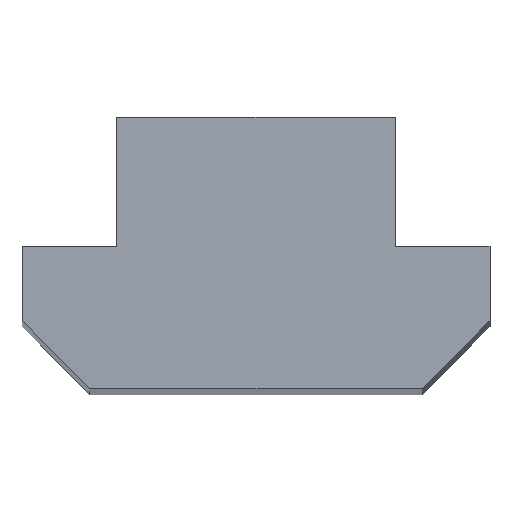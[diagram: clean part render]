
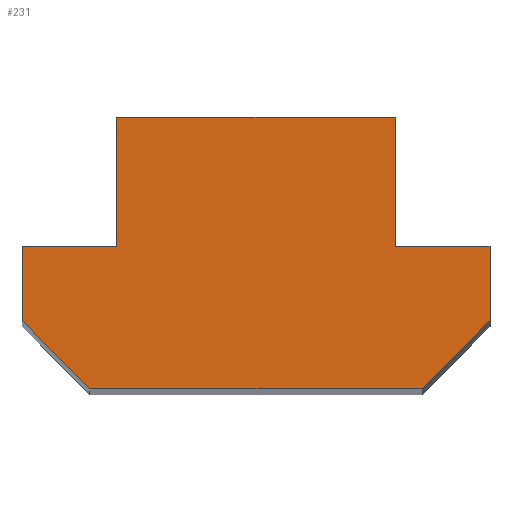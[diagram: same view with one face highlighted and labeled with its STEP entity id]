
A CAD part, top view. The second image highlights one B-rep face of the part: STEP entity #231.
In plain terms, the highlighted planar face has unit normal (0, 0, 1).
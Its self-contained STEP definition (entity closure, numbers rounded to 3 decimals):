
#25=FACE_OUTER_BOUND('',#37,.T.);
#37=EDGE_LOOP('',(#189,#190,#191,#192,#193,#194,#195,#196,#197,#198));
#39=LINE('',#325,#69);
#43=LINE('',#333,#73);
#46=LINE('',#339,#76);
#49=LINE('',#345,#79);
#52=LINE('',#351,#82);
#55=LINE('',#357,#85);
#58=LINE('',#363,#88);
#61=LINE('',#369,#91);
#64=LINE('',#375,#94);
#67=LINE('',#380,#97);
#69=VECTOR('',#269,10.);
#73=VECTOR('',#275,10.);
#76=VECTOR('',#280,10.);
#79=VECTOR('',#285,10.);
#82=VECTOR('',#290,10.);
#85=VECTOR('',#295,10.);
#88=VECTOR('',#300,10.);
#91=VECTOR('',#305,10.);
#94=VECTOR('',#310,10.);
#97=VECTOR('',#315,10.);
#99=VERTEX_POINT('',#323);
#100=VERTEX_POINT('',#324);
#103=VERTEX_POINT('',#332);
#105=VERTEX_POINT('',#338);
#107=VERTEX_POINT('',#344);
#109=VERTEX_POINT('',#350);
#111=VERTEX_POINT('',#356);
#113=VERTEX_POINT('',#362);
#115=VERTEX_POINT('',#368);
#117=VERTEX_POINT('',#374);
#119=EDGE_CURVE('',#99,#100,#39,.T.);
#123=EDGE_CURVE('',#100,#103,#43,.T.);
#126=EDGE_CURVE('',#103,#105,#46,.T.);
#129=EDGE_CURVE('',#105,#107,#49,.T.);
#132=EDGE_CURVE('',#107,#109,#52,.T.);
#135=EDGE_CURVE('',#109,#111,#55,.T.);
#138=EDGE_CURVE('',#111,#113,#58,.T.);
#141=EDGE_CURVE('',#113,#115,#61,.T.);
#144=EDGE_CURVE('',#115,#117,#64,.T.);
#147=EDGE_CURVE('',#117,#99,#67,.T.);
#189=ORIENTED_EDGE('',*,*,#135,.F.);
#190=ORIENTED_EDGE('',*,*,#132,.F.);
#191=ORIENTED_EDGE('',*,*,#129,.F.);
#192=ORIENTED_EDGE('',*,*,#126,.F.);
#193=ORIENTED_EDGE('',*,*,#123,.F.);
#194=ORIENTED_EDGE('',*,*,#119,.F.);
#195=ORIENTED_EDGE('',*,*,#147,.F.);
#196=ORIENTED_EDGE('',*,*,#144,.F.);
#197=ORIENTED_EDGE('',*,*,#141,.F.);
#198=ORIENTED_EDGE('',*,*,#138,.F.);
#219=PLANE('',#263);
#231=ADVANCED_FACE('',(#25),#219,.T.);
#263=AXIS2_PLACEMENT_3D('',#382,#317,#318);
#269=DIRECTION('',(1.,0.,0.));
#275=DIRECTION('',(0.,-1.,0.));
#280=DIRECTION('',(1.,0.,0.));
#285=DIRECTION('',(0.,-1.,0.));
#290=DIRECTION('',(-0.707,-0.707,0.));
#295=DIRECTION('',(-1.,0.,0.));
#300=DIRECTION('',(-0.707,0.707,0.));
#305=DIRECTION('',(0.,1.,0.));
#310=DIRECTION('',(1.,0.,0.));
#315=DIRECTION('',(0.,1.,0.));
#317=DIRECTION('center_axis',(0.,0.,1.));
#318=DIRECTION('ref_axis',(1.,0.,0.));
#323=CARTESIAN_POINT('',(-4.1,4.,100.));
#324=CARTESIAN_POINT('',(4.1,4.,100.));
#325=CARTESIAN_POINT('',(-2.05,4.,100.));
#332=CARTESIAN_POINT('',(4.1,0.2,100.));
#333=CARTESIAN_POINT('',(4.1,2.,100.));
#338=CARTESIAN_POINT('',(6.9,0.2,100.));
#339=CARTESIAN_POINT('',(2.05,0.2,100.));
#344=CARTESIAN_POINT('',(6.9,-2.,100.));
#345=CARTESIAN_POINT('',(6.9,0.1,100.));
#350=CARTESIAN_POINT('',(4.9,-4.,100.));
#351=CARTESIAN_POINT('',(5.675,-3.225,100.));
#356=CARTESIAN_POINT('',(-4.9,-4.,100.));
#357=CARTESIAN_POINT('',(2.45,-4.,100.));
#362=CARTESIAN_POINT('',(-6.9,-2.,100.));
#363=CARTESIAN_POINT('',(-4.675,-4.225,100.));
#368=CARTESIAN_POINT('',(-6.9,0.2,100.));
#369=CARTESIAN_POINT('',(-6.9,-1.,100.));
#374=CARTESIAN_POINT('',(-4.1,0.2,100.));
#375=CARTESIAN_POINT('',(-3.45,0.2,100.));
#380=CARTESIAN_POINT('',(-4.1,0.1,100.));
#382=CARTESIAN_POINT('Origin',(0.,0.,100.));
